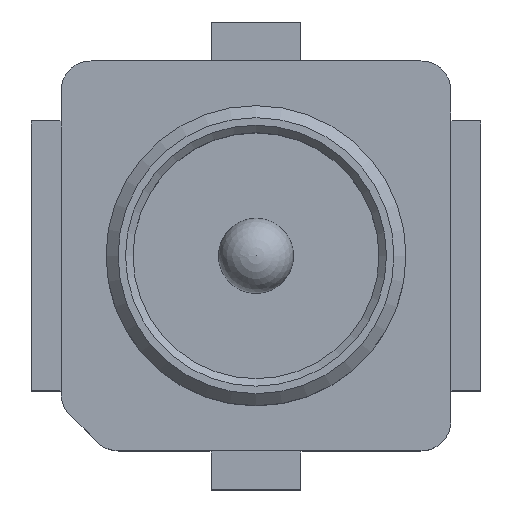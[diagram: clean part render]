
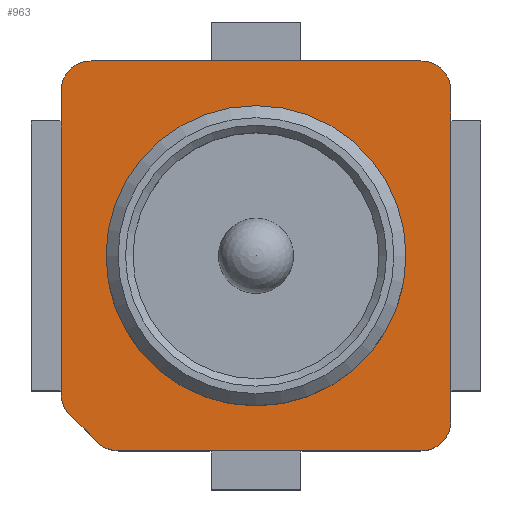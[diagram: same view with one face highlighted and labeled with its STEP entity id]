
A CAD part, top view. The second image highlights one B-rep face of the part: STEP entity #963.
In plain terms, the highlighted planar face has unit normal (0, 0, 1).
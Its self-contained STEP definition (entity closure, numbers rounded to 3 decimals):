
#14=FACE_BOUND('',#182,.T.);
#54=CIRCLE('',#1039,1.);
#66=CIRCLE('',#1059,0.2);
#67=CIRCLE('',#1060,0.2);
#68=CIRCLE('',#1061,0.2);
#69=CIRCLE('',#1062,0.2);
#70=CIRCLE('',#1063,0.2);
#130=FACE_OUTER_BOUND('',#181,.T.);
#181=EDGE_LOOP('',(#764,#765,#766,#767,#768,#769,#770,#771,#772,#773));
#182=EDGE_LOOP('',(#774));
#217=LINE('',#1373,#317);
#242=LINE('',#1477,#342);
#265=LINE('',#1528,#365);
#270=LINE('',#1538,#370);
#273=LINE('',#1544,#373);
#317=VECTOR('',#1099,1000.);
#342=VECTOR('',#1204,1000.);
#365=VECTOR('',#1241,1000.);
#370=VECTOR('',#1248,1000.);
#373=VECTOR('',#1253,1000.);
#417=VERTEX_POINT('',#1371);
#418=VERTEX_POINT('',#1372);
#442=VERTEX_POINT('',#1440);
#456=VERTEX_POINT('',#1474);
#457=VERTEX_POINT('',#1476);
#477=VERTEX_POINT('',#1525);
#478=VERTEX_POINT('',#1527);
#481=VERTEX_POINT('',#1535);
#482=VERTEX_POINT('',#1537);
#483=VERTEX_POINT('',#1542);
#484=VERTEX_POINT('',#1543);
#507=EDGE_CURVE('',#417,#418,#217,.T.);
#540=EDGE_CURVE('',#442,#442,#54,.T.);
#557=EDGE_CURVE('',#457,#456,#242,.T.);
#585=EDGE_CURVE('',#478,#477,#265,.T.);
#590=EDGE_CURVE('',#482,#481,#270,.T.);
#593=EDGE_CURVE('',#483,#484,#273,.T.);
#594=EDGE_CURVE('',#484,#457,#66,.T.);
#595=EDGE_CURVE('',#456,#478,#67,.T.);
#596=EDGE_CURVE('',#477,#417,#68,.T.);
#597=EDGE_CURVE('',#418,#482,#69,.T.);
#598=EDGE_CURVE('',#481,#483,#70,.T.);
#764=ORIENTED_EDGE('',*,*,#593,.T.);
#765=ORIENTED_EDGE('',*,*,#594,.T.);
#766=ORIENTED_EDGE('',*,*,#557,.T.);
#767=ORIENTED_EDGE('',*,*,#595,.T.);
#768=ORIENTED_EDGE('',*,*,#585,.T.);
#769=ORIENTED_EDGE('',*,*,#596,.T.);
#770=ORIENTED_EDGE('',*,*,#507,.T.);
#771=ORIENTED_EDGE('',*,*,#597,.T.);
#772=ORIENTED_EDGE('',*,*,#590,.T.);
#773=ORIENTED_EDGE('',*,*,#598,.T.);
#774=ORIENTED_EDGE('',*,*,#540,.F.);
#917=PLANE('',#1058);
#963=ADVANCED_FACE('',(#130,#14),#917,.T.);
#1039=AXIS2_PLACEMENT_3D('',#1441,#1172,#1173);
#1058=AXIS2_PLACEMENT_3D('',#1541,#1251,#1252);
#1059=AXIS2_PLACEMENT_3D('',#1545,#1254,#1255);
#1060=AXIS2_PLACEMENT_3D('',#1546,#1256,#1257);
#1061=AXIS2_PLACEMENT_3D('',#1547,#1258,#1259);
#1062=AXIS2_PLACEMENT_3D('',#1548,#1260,#1261);
#1063=AXIS2_PLACEMENT_3D('',#1549,#1262,#1263);
#1099=DIRECTION('',(-1.,0.,0.));
#1172=DIRECTION('center_axis',(0.,0.,1.));
#1173=DIRECTION('ref_axis',(1.,0.,0.));
#1204=DIRECTION('',(1.,0.,0.));
#1241=DIRECTION('',(0.,1.,0.));
#1248=DIRECTION('',(0.,-1.,0.));
#1251=DIRECTION('center_axis',(0.,0.,1.));
#1252=DIRECTION('ref_axis',(1.,0.,0.));
#1253=DIRECTION('',(0.707,-0.707,0.));
#1254=DIRECTION('center_axis',(0.,0.,1.));
#1255=DIRECTION('ref_axis',(1.,0.,0.));
#1256=DIRECTION('center_axis',(0.,0.,1.));
#1257=DIRECTION('ref_axis',(1.,0.,0.));
#1258=DIRECTION('center_axis',(0.,0.,1.));
#1259=DIRECTION('ref_axis',(1.,0.,0.));
#1260=DIRECTION('center_axis',(0.,0.,1.));
#1261=DIRECTION('ref_axis',(1.,0.,0.));
#1262=DIRECTION('center_axis',(0.,0.,1.));
#1263=DIRECTION('ref_axis',(1.,0.,0.));
#1371=CARTESIAN_POINT('',(1.1,1.3,0.35));
#1372=CARTESIAN_POINT('',(-1.1,1.3,0.35));
#1373=CARTESIAN_POINT('',(-1.3,1.3,0.35));
#1440=CARTESIAN_POINT('',(1.,0.,0.35));
#1441=CARTESIAN_POINT('Origin',(0.,0.,0.35));
#1474=CARTESIAN_POINT('',(1.1,-1.3,0.35));
#1476=CARTESIAN_POINT('',(-0.917,-1.3,0.35));
#1477=CARTESIAN_POINT('',(-1.3,-1.3,0.35));
#1525=CARTESIAN_POINT('',(1.3,1.1,0.35));
#1527=CARTESIAN_POINT('',(1.3,-1.1,0.35));
#1528=CARTESIAN_POINT('',(1.3,1.3,0.35));
#1535=CARTESIAN_POINT('',(-1.3,-0.917,0.35));
#1537=CARTESIAN_POINT('',(-1.3,1.1,0.35));
#1538=CARTESIAN_POINT('',(-1.3,1.3,0.35));
#1541=CARTESIAN_POINT('Origin',(0.,0.,0.35));
#1542=CARTESIAN_POINT('',(-1.241,-1.059,0.35));
#1543=CARTESIAN_POINT('',(-1.059,-1.241,0.35));
#1544=CARTESIAN_POINT('',(-1.15,-1.15,0.35));
#1545=CARTESIAN_POINT('Origin',(-0.917,-1.1,0.35));
#1546=CARTESIAN_POINT('Origin',(1.1,-1.1,0.35));
#1547=CARTESIAN_POINT('Origin',(1.1,1.1,0.35));
#1548=CARTESIAN_POINT('Origin',(-1.1,1.1,0.35));
#1549=CARTESIAN_POINT('Origin',(-1.1,-0.917,0.35));
